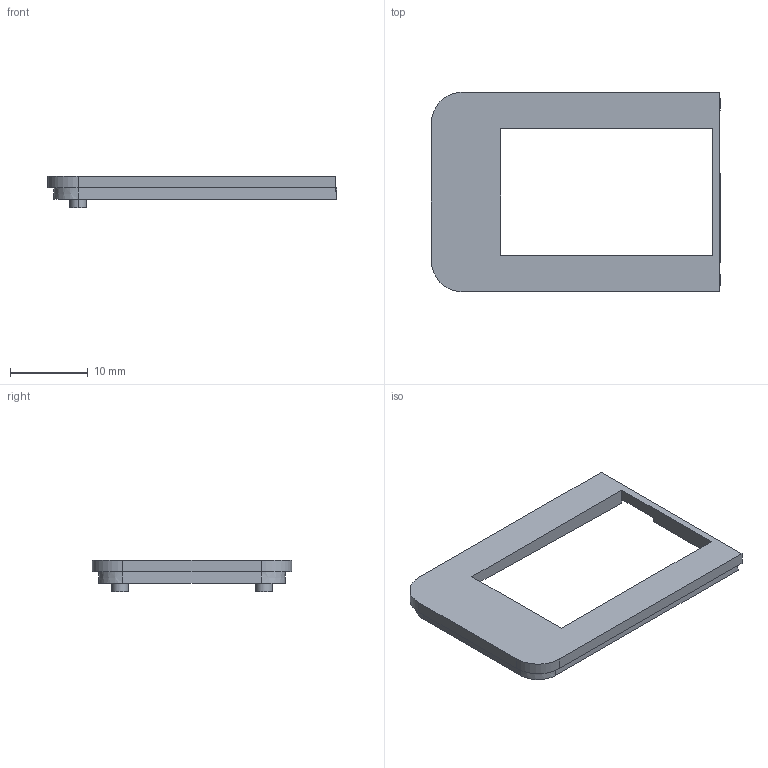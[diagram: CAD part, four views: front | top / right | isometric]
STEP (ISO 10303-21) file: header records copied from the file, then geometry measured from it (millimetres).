
FILE_DESCRIPTION(/* description */ ('VariCAD 2019-1.04 AP-214'),/* implementation_level */ '2;1');
FILE_NAME(/* name */ 'SSSM-Feather-ESP32-S3-TFT-box-B.stp',/* time_stamp */ '2023-01-14T15:34:58-05:00',/* author */ (''),/* organization */ (''),/* preprocessor_version */ 'VariCAD 2019-1.04',/* originating_system */ 'VariCAD 2019-1.04; kernel version (20180118)',/* authorisation */ '');
FILE_SCHEMA(('AUTOMOTIVE_DESIGN'));
Length unit declared in the file: millimetre
Products named in the file (2): SSSM-Feather-ESP32-S3-TFT-box-B; Feather TFT v92
Assembly tree (1 placements, depth 2):
  SSSM-Feather-ESP32-S3-TFT-box-B
    Feather TFT v92
Bounding box: 37.2 x 25.66 x 4.1 mm (x, y, z)
Volume: 993.2 mm3; surface area: 1689.1 mm2
Topology: 1 solids, 1 shells, 42 faces, 117 edges, 77 vertices
Faces by surface type: plane 28, cylinder 6, torus 4, cone 4
Entity records: 1437 total; most frequent: CARTESIAN_POINT 288, ORIENTED_EDGE 234, DIRECTION 231, EDGE_CURVE 117, LINE 79, VECTOR 79, VERTEX_POINT 77, AXIS2_PLACEMENT_3D 76
